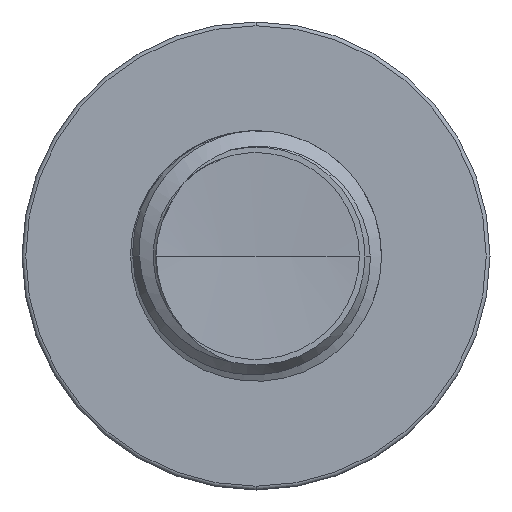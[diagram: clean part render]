
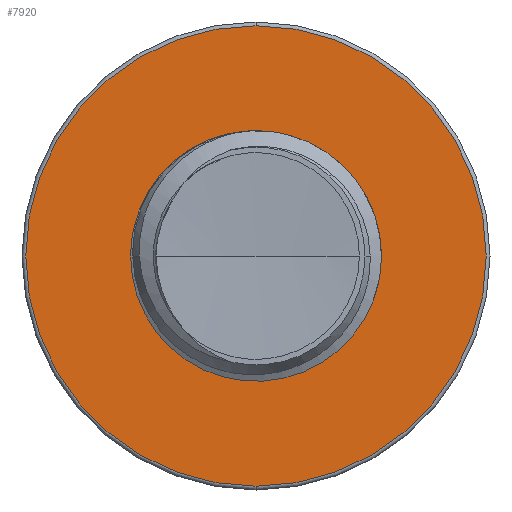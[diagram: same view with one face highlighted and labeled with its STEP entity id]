
A CAD part, front view. The second image highlights one B-rep face of the part: STEP entity #7920.
In plain terms, the highlighted planar face has unit normal (0, -1, 0).
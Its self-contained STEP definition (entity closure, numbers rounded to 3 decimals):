
#54 = DIRECTION ( 'NONE',  ( 0., 0., -1. ) ) ;
#63 = DIRECTION ( 'NONE',  ( 0., -1., 0. ) ) ;
#64 = CARTESIAN_POINT ( 'NONE',  ( 0., 3., 0. ) ) ;
#729 = CIRCLE ( 'NONE', #10575, 2.755 ) ;
#870 = CIRCLE ( 'NONE', #11059, 1.436 ) ;
#899 = DIRECTION ( 'NONE',  ( 0., 0., -1. ) ) ;
#901 = DIRECTION ( 'NONE',  ( 0., -1., 0. ) ) ;
#918 = CARTESIAN_POINT ( 'NONE',  ( 0., 3., 0. ) ) ;
#1112 = CARTESIAN_POINT ( 'NONE',  ( 0., 3., -1.436 ) ) ;
#1145 = VERTEX_POINT ( 'NONE', #1112 ) ;
#2114 = EDGE_CURVE ( 'NONE', #1145, #9008, #8113, .T. ) ;
#2575 = AXIS2_PLACEMENT_3D ( 'NONE', #9133, #9276, #9287 ) ;
#3198 = FACE_BOUND ( 'NONE', #9465, .T. ) ;
#4268 = EDGE_CURVE ( 'NONE', #13015, #9233, #12296, .T. ) ;
#5179 = CARTESIAN_POINT ( 'NONE',  ( 0., 3., 2.755 ) ) ;
#5365 = ORIENTED_EDGE ( 'NONE', *, *, #11374, .F. ) ;
#6037 = CARTESIAN_POINT ( 'NONE',  ( 0., 3., 1.436 ) ) ;
#7920 = ADVANCED_FACE ( 'NONE', ( #12236, #3198 ), #9103, .T. ) ;
#8027 = DIRECTION ( 'NONE',  ( 0., 0., -1. ) ) ;
#8045 = DIRECTION ( 'NONE',  ( 0., -1., 0. ) ) ;
#8061 = CARTESIAN_POINT ( 'NONE',  ( 0., 3., 0. ) ) ;
#8113 = CIRCLE ( 'NONE', #10700, 1.436 ) ;
#9008 = VERTEX_POINT ( 'NONE', #6037 ) ;
#9030 = CARTESIAN_POINT ( 'NONE',  ( 0., 3., -2.755 ) ) ;
#9103 = PLANE ( 'NONE',  #2575 ) ;
#9133 = CARTESIAN_POINT ( 'NONE',  ( 0., 3., 1.436 ) ) ;
#9233 = VERTEX_POINT ( 'NONE', #5179 ) ;
#9276 = DIRECTION ( 'NONE',  ( 0., -1., 0. ) ) ;
#9287 = DIRECTION ( 'NONE',  ( 0., 0., -1. ) ) ;
#9465 = EDGE_LOOP ( 'NONE', ( #11320, #5365 ) ) ;
#10575 = AXIS2_PLACEMENT_3D ( 'NONE', #918, #901, #899 ) ;
#10606 = DIRECTION ( 'NONE',  ( 0., 0., -1. ) ) ;
#10611 = DIRECTION ( 'NONE',  ( 0., -1., 0. ) ) ;
#10622 = CARTESIAN_POINT ( 'NONE',  ( 0., 3., 0. ) ) ;
#10700 = AXIS2_PLACEMENT_3D ( 'NONE', #8061, #8045, #8027 ) ;
#11059 = AXIS2_PLACEMENT_3D ( 'NONE', #10622, #10611, #10606 ) ;
#11308 = EDGE_LOOP ( 'NONE', ( #12717, #11955 ) ) ;
#11320 = ORIENTED_EDGE ( 'NONE', *, *, #2114, .F. ) ;
#11374 = EDGE_CURVE ( 'NONE', #9008, #1145, #870, .T. ) ;
#11955 = ORIENTED_EDGE ( 'NONE', *, *, #12463, .T. ) ;
#12000 = AXIS2_PLACEMENT_3D ( 'NONE', #64, #63, #54 ) ;
#12236 = FACE_OUTER_BOUND ( 'NONE', #11308, .T. ) ;
#12296 = CIRCLE ( 'NONE', #12000, 2.755 ) ;
#12463 = EDGE_CURVE ( 'NONE', #9233, #13015, #729, .T. ) ;
#12717 = ORIENTED_EDGE ( 'NONE', *, *, #4268, .T. ) ;
#13015 = VERTEX_POINT ( 'NONE', #9030 ) ;
